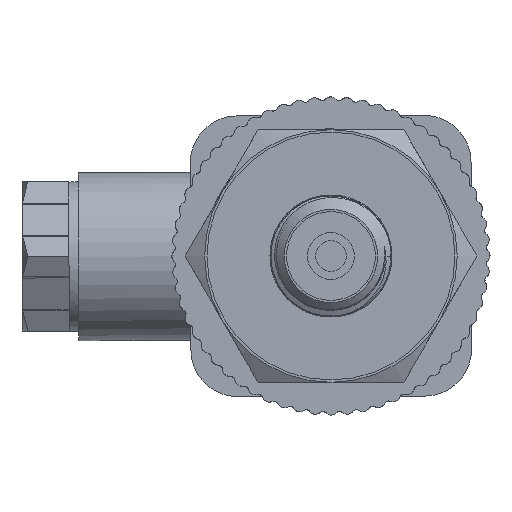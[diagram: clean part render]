
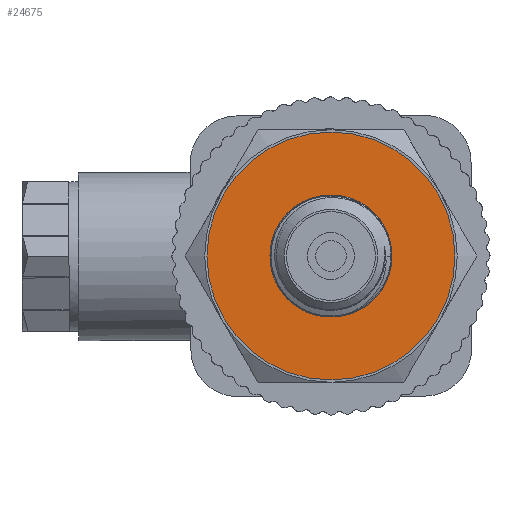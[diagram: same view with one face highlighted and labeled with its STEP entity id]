
A CAD part, left-side view. The second image highlights one B-rep face of the part: STEP entity #24675.
In plain terms, the highlighted planar face has unit normal (-1, 0, 0).
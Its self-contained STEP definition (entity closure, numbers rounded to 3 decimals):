
#305=PLANE('',#25963);
#1527=FACE_BOUND('',#3556,.T.);
#2158=FACE_OUTER_BOUND('',#3555,.T.);
#3555=EDGE_LOOP('',(#18596));
#3556=EDGE_LOOP('',(#18597));
#4765=CIRCLE('',#25940,13.25);
#4766=CIRCLE('',#25942,6.5);
#10975=VERTEX_POINT('',#45747);
#10976=VERTEX_POINT('',#46119);
#13817=EDGE_CURVE('',#10975,#10975,#4765,.T.);
#13819=EDGE_CURVE('',#10976,#10976,#4766,.T.);
#18596=ORIENTED_EDGE('',*,*,#13817,.T.);
#18597=ORIENTED_EDGE('',*,*,#13819,.T.);
#24675=ADVANCED_FACE('',(#2158,#1527),#305,.T.);
#25940=AXIS2_PLACEMENT_3D('',#45749,#27875,#27876);
#25942=AXIS2_PLACEMENT_3D('',#46120,#27879,#27880);
#25963=AXIS2_PLACEMENT_3D('',#47861,#27926,#27927);
#27875=DIRECTION('center_axis',(-1.,0.,0.));
#27876=DIRECTION('ref_axis',(0.,1.,0.));
#27879=DIRECTION('center_axis',(1.,0.,0.));
#27880=DIRECTION('ref_axis',(0.,0.,-1.));
#27926=DIRECTION('center_axis',(-1.,0.,0.));
#27927=DIRECTION('ref_axis',(0.,0.,1.));
#45747=CARTESIAN_POINT('',(-47.,-13.25,0.));
#45749=CARTESIAN_POINT('Origin',(-47.,0.,0.));
#46119=CARTESIAN_POINT('',(-47.,0.,6.5));
#46120=CARTESIAN_POINT('Origin',(-47.,0.,0.));
#47861=CARTESIAN_POINT('Origin',(-47.,13.5,0.));
